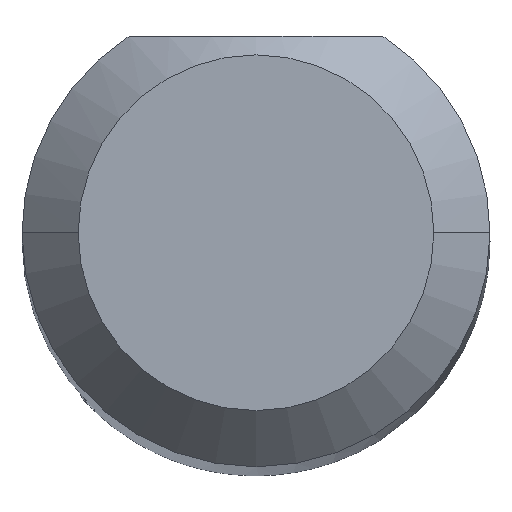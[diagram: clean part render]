
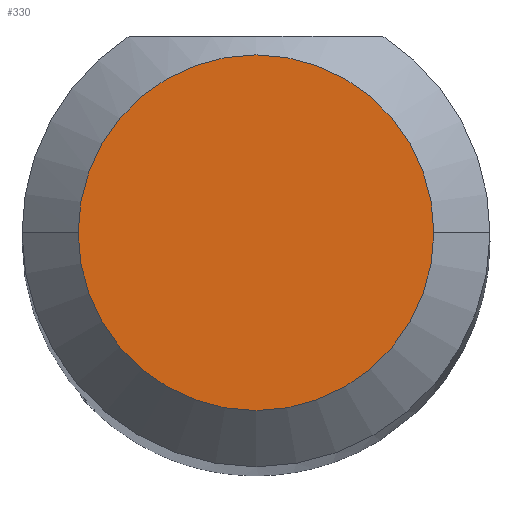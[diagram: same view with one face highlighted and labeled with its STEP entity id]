
A CAD part, top view. The second image highlights one B-rep face of the part: STEP entity #330.
In plain terms, the highlighted planar face has unit normal (0, 0, 1).
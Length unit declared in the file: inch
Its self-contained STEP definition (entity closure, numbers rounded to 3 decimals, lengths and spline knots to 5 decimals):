
#14 = CIRCLE ( 'NONE', #386, 0.0475 ) ;
#17 = EDGE_CURVE ( 'NONE', #723, #290, #14, .T. ) ;
#18 = ORIENTED_EDGE ( 'NONE', *, *, #716, .T. ) ;
#28 = DIRECTION ( 'NONE',  ( 0., 0., 1. ) ) ;
#47 = DIRECTION ( 'NONE',  ( 0., 0., 1. ) ) ;
#48 = ORIENTED_EDGE ( 'NONE', *, *, #17, .T. ) ;
#84 = CARTESIAN_POINT ( 'NONE',  ( 0., 0., 1.5 ) ) ;
#121 = DIRECTION ( 'NONE',  ( 1., 0., 0. ) ) ;
#170 = FACE_OUTER_BOUND ( 'NONE', #446, .T. ) ;
#290 = VERTEX_POINT ( 'NONE', #621 ) ;
#330 = ADVANCED_FACE ( 'NONE', ( #170 ), #410, .T. ) ;
#335 = CARTESIAN_POINT ( 'NONE',  ( 0., 0., 1.5 ) ) ;
#386 = AXIS2_PLACEMENT_3D ( 'NONE', #84, #28, #699 ) ;
#410 = PLANE ( 'NONE',  #713 ) ;
#446 = EDGE_LOOP ( 'NONE', ( #18, #48 ) ) ;
#607 = CIRCLE ( 'NONE', #714, 0.0475 ) ;
#621 = CARTESIAN_POINT ( 'NONE',  ( -0.0475, 0., 1.5 ) ) ;
#628 = DIRECTION ( 'NONE',  ( 0., 0., 1. ) ) ;
#672 = DIRECTION ( 'NONE',  ( 1., 0., 0. ) ) ;
#697 = CARTESIAN_POINT ( 'NONE',  ( 0., 0., 1.5 ) ) ;
#699 = DIRECTION ( 'NONE',  ( 1., 0., 0. ) ) ;
#713 = AXIS2_PLACEMENT_3D ( 'NONE', #697, #628, #121 ) ;
#714 = AXIS2_PLACEMENT_3D ( 'NONE', #335, #47, #672 ) ;
#716 = EDGE_CURVE ( 'NONE', #290, #723, #607, .T. ) ;
#723 = VERTEX_POINT ( 'NONE', #727 ) ;
#727 = CARTESIAN_POINT ( 'NONE',  ( 0.0475, 0., 1.5 ) ) ;
